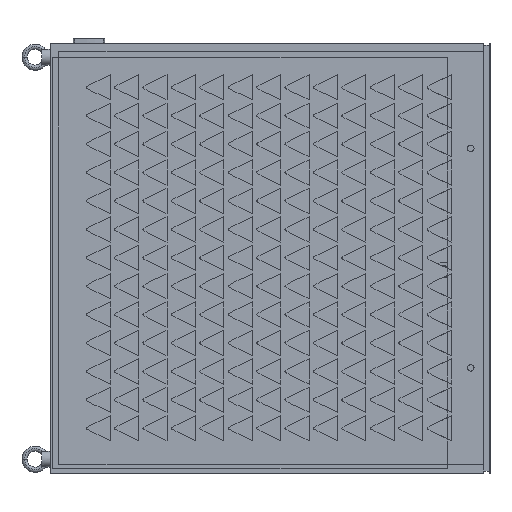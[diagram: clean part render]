
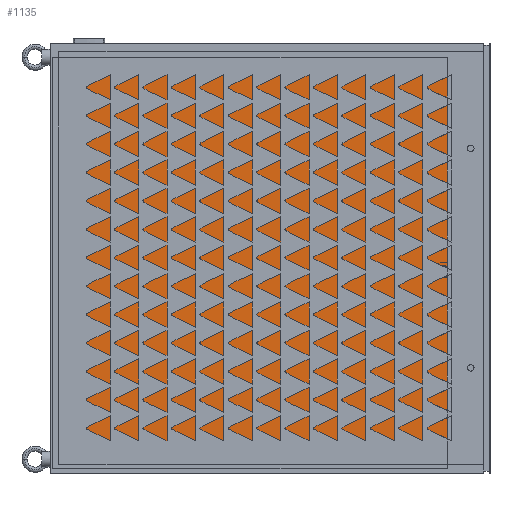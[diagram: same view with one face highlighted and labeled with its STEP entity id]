
A CAD part, left-side view. The second image highlights one B-rep face of the part: STEP entity #1135.
In plain terms, the highlighted planar face has unit normal (-1, 0, 0).
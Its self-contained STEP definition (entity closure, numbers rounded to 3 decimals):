
#1135=ADVANCED_FACE('',(#4557),#4558,.F.);
#4557=FACE_OUTER_BOUND('',#9104,.T.);
#4558=PLANE('',#9105);
#9104=EDGE_LOOP('',(#22558,#22559,#22560,#22561));
#9105=AXIS2_PLACEMENT_3D('',#22562,#22563,#22564);
#22558=ORIENTED_EDGE('',*,*,#32048,.T.);
#22559=ORIENTED_EDGE('',*,*,#31906,.F.);
#22560=ORIENTED_EDGE('',*,*,#32347,.F.);
#22561=ORIENTED_EDGE('',*,*,#32331,.T.);
#22562=CARTESIAN_POINT('',(796.15,27.61,476.0));
#22563=DIRECTION('',(1.0,0.0,0.0));
#22564=DIRECTION('',(0.0,1.0,0.0));
#31906=EDGE_CURVE('',#39209,#39211,#39212,.T.);
#32048=EDGE_CURVE('',#39494,#39211,#39495,.T.);
#32331=EDGE_CURVE('',#40059,#39494,#40060,.T.);
#32347=EDGE_CURVE('',#40059,#39209,#40088,.T.);
#39209=VERTEX_POINT('',#52515);
#39211=VERTEX_POINT('',#52518);
#39212=LINE('',#52519,#52520);
#39494=VERTEX_POINT('',#53055);
#39495=LINE('',#53056,#53057);
#40059=VERTEX_POINT('',#54127);
#40060=LINE('',#54128,#54129);
#40088=LINE('',#54172,#54173);
#52515=CARTESIAN_POINT('',(796.15,27.61,5.0));
#52518=CARTESIAN_POINT('',(796.15,500.2,5.0));
#52519=CARTESIAN_POINT('',(796.15,27.61,5.0));
#52520=VECTOR('',#61806,472.59);
#53055=CARTESIAN_POINT('',(796.15,500.2,476.0));
#53056=CARTESIAN_POINT('',(796.15,500.2,476.0));
#53057=VECTOR('',#61892,471.0);
#54127=CARTESIAN_POINT('',(796.15,27.61,476.0));
#54128=CARTESIAN_POINT('',(796.15,27.61,476.0));
#54129=VECTOR('',#62063,472.59);
#54172=CARTESIAN_POINT('',(796.15,27.61,476.0));
#54173=VECTOR('',#62079,471.0);
#61806=DIRECTION('',(0.0,1.0,0.0));
#61892=DIRECTION('',(0.0,0.0,-1.0));
#62063=DIRECTION('',(0.0,1.0,0.0));
#62079=DIRECTION('',(0.0,0.0,-1.0));
